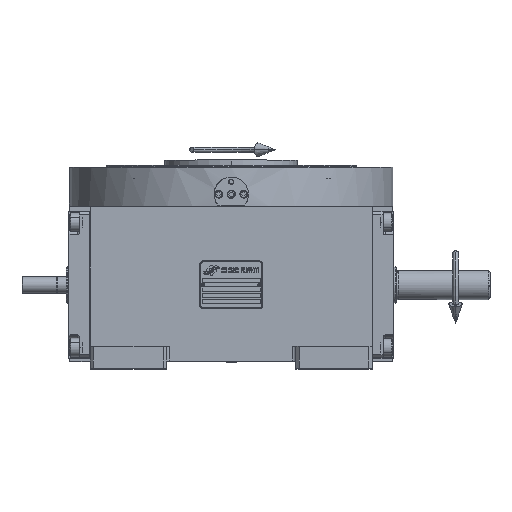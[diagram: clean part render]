
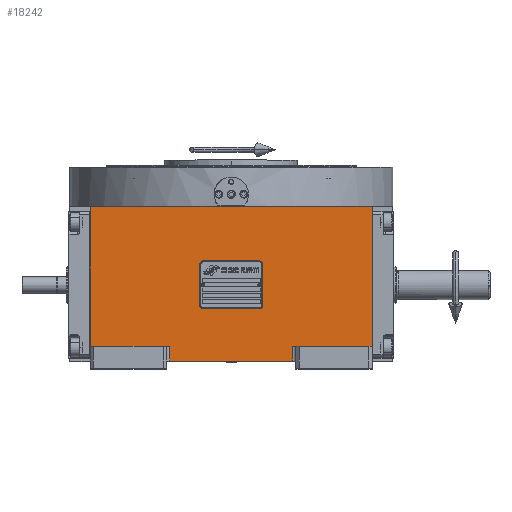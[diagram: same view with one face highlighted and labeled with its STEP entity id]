
A CAD part, top view. The second image highlights one B-rep face of the part: STEP entity #18242.
In plain terms, the highlighted planar face has unit normal (0, 0, 1).
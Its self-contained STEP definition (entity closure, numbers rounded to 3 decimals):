
#937 = DIRECTION ( 'NONE',  ( 0., 1., 0. ) ) ;
#1645 = CARTESIAN_POINT ( 'NONE',  ( -135., -59., 226. ) ) ;
#1960 = CARTESIAN_POINT ( 'NONE',  ( 59., -59., 226. ) ) ;
#2561 = ORIENTED_EDGE ( 'NONE', *, *, #55980, .F. ) ;
#3287 = PLANE ( 'NONE',  #53676 ) ;
#4604 = CARTESIAN_POINT ( 'NONE',  ( 135., -59., 226. ) ) ;
#4665 = VECTOR ( 'NONE', #40476, 1000. ) ;
#5994 = CARTESIAN_POINT ( 'NONE',  ( -135., 75., 226. ) ) ;
#7549 = EDGE_CURVE ( 'NONE', #32387, #13708, #25328, .T. ) ;
#9126 = CARTESIAN_POINT ( 'NONE',  ( -59., -73., 226. ) ) ;
#10395 = ORIENTED_EDGE ( 'NONE', *, *, #65038, .F. ) ;
#10652 = EDGE_CURVE ( 'NONE', #41176, #60439, #38483, .T. ) ;
#11062 = VECTOR ( 'NONE', #58583, 1000. ) ;
#11569 = VECTOR ( 'NONE', #25488, 1000. ) ;
#13525 = ORIENTED_EDGE ( 'NONE', *, *, #7549, .T. ) ;
#13708 = VERTEX_POINT ( 'NONE', #18508 ) ;
#15512 = LINE ( 'NONE', #1960, #65490 ) ;
#16304 = LINE ( 'NONE', #33219, #33940 ) ;
#16314 = VECTOR ( 'NONE', #937, 1000. ) ;
#18242 = ADVANCED_FACE ( 'NONE', ( #19542 ), #3287, .T. ) ;
#18508 = CARTESIAN_POINT ( 'NONE',  ( -59., -59., 226. ) ) ;
#18980 = CARTESIAN_POINT ( 'NONE',  ( -135., -59., 226. ) ) ;
#19317 = CARTESIAN_POINT ( 'NONE',  ( 135., -59., 226. ) ) ;
#19542 = FACE_OUTER_BOUND ( 'NONE', #68140, .T. ) ;
#20048 = ORIENTED_EDGE ( 'NONE', *, *, #46230, .T. ) ;
#22936 = VECTOR ( 'NONE', #66564, 1000. ) ;
#24194 = VERTEX_POINT ( 'NONE', #36670 ) ;
#25187 = DIRECTION ( 'NONE',  ( 1., 0., 0. ) ) ;
#25328 = LINE ( 'NONE', #18980, #4665 ) ;
#25488 = DIRECTION ( 'NONE',  ( 1., 0., 0. ) ) ;
#27596 = DIRECTION ( 'NONE',  ( 0., 1., 0. ) ) ;
#27950 = LINE ( 'NONE', #33918, #39711 ) ;
#30894 = CARTESIAN_POINT ( 'NONE',  ( -135., 75., 226. ) ) ;
#32387 = VERTEX_POINT ( 'NONE', #35408 ) ;
#32712 = LINE ( 'NONE', #1645, #16314 ) ;
#33219 = CARTESIAN_POINT ( 'NONE',  ( 59., -59., 226. ) ) ;
#33918 = CARTESIAN_POINT ( 'NONE',  ( -59., -73., 226. ) ) ;
#33940 = VECTOR ( 'NONE', #37821, 1000. ) ;
#34584 = VERTEX_POINT ( 'NONE', #9126 ) ;
#35408 = CARTESIAN_POINT ( 'NONE',  ( -135., -59., 226. ) ) ;
#36617 = ORIENTED_EDGE ( 'NONE', *, *, #67436, .F. ) ;
#36670 = CARTESIAN_POINT ( 'NONE',  ( 59., -59., 226. ) ) ;
#37821 = DIRECTION ( 'NONE',  ( 0., -1., 0. ) ) ;
#38483 = LINE ( 'NONE', #5994, #11062 ) ;
#39711 = VECTOR ( 'NONE', #27596, 1000. ) ;
#40476 = DIRECTION ( 'NONE',  ( 1., 0., 0. ) ) ;
#41155 = LINE ( 'NONE', #19317, #22936 ) ;
#41176 = VERTEX_POINT ( 'NONE', #30894 ) ;
#41386 = CARTESIAN_POINT ( 'NONE',  ( -135., -73., 226. ) ) ;
#42302 = DIRECTION ( 'NONE',  ( 1., 0., 0. ) ) ;
#45188 = EDGE_CURVE ( 'NONE', #60292, #60439, #41155, .T. ) ;
#46230 = EDGE_CURVE ( 'NONE', #34584, #46348, #46281, .T. ) ;
#46281 = LINE ( 'NONE', #52249, #11569 ) ;
#46348 = VERTEX_POINT ( 'NONE', #48353 ) ;
#48353 = CARTESIAN_POINT ( 'NONE',  ( 59., -73., 226. ) ) ;
#49676 = ORIENTED_EDGE ( 'NONE', *, *, #64375, .T. ) ;
#52249 = CARTESIAN_POINT ( 'NONE',  ( -59., -73., 226. ) ) ;
#53676 = AXIS2_PLACEMENT_3D ( 'NONE', #41386, #57581, #25187 ) ;
#55980 = EDGE_CURVE ( 'NONE', #24194, #46348, #16304, .T. ) ;
#57581 = DIRECTION ( 'NONE',  ( 0., 0., 1. ) ) ;
#57914 = ORIENTED_EDGE ( 'NONE', *, *, #10652, .F. ) ;
#58583 = DIRECTION ( 'NONE',  ( 1., 0., 0. ) ) ;
#60292 = VERTEX_POINT ( 'NONE', #4604 ) ;
#60439 = VERTEX_POINT ( 'NONE', #62824 ) ;
#62824 = CARTESIAN_POINT ( 'NONE',  ( 135., 75., 226. ) ) ;
#63968 = ORIENTED_EDGE ( 'NONE', *, *, #45188, .T. ) ;
#64375 = EDGE_CURVE ( 'NONE', #24194, #60292, #15512, .T. ) ;
#65038 = EDGE_CURVE ( 'NONE', #34584, #13708, #27950, .T. ) ;
#65490 = VECTOR ( 'NONE', #42302, 1000. ) ;
#66564 = DIRECTION ( 'NONE',  ( 0., 1., 0. ) ) ;
#67436 = EDGE_CURVE ( 'NONE', #32387, #41176, #32712, .T. ) ;
#68140 = EDGE_LOOP ( 'NONE', ( #20048, #2561, #49676, #63968, #57914, #36617, #13525, #10395 ) ) ;
